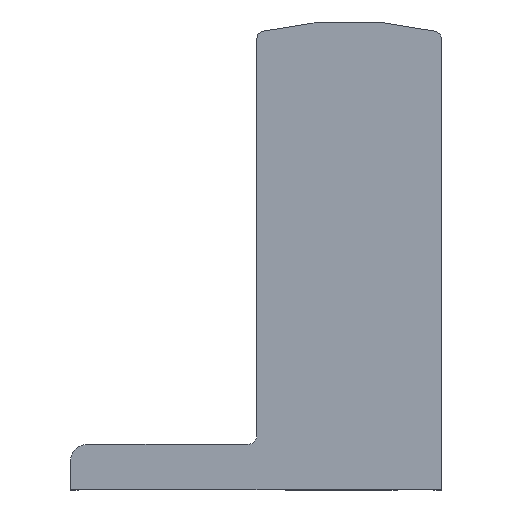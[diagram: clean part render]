
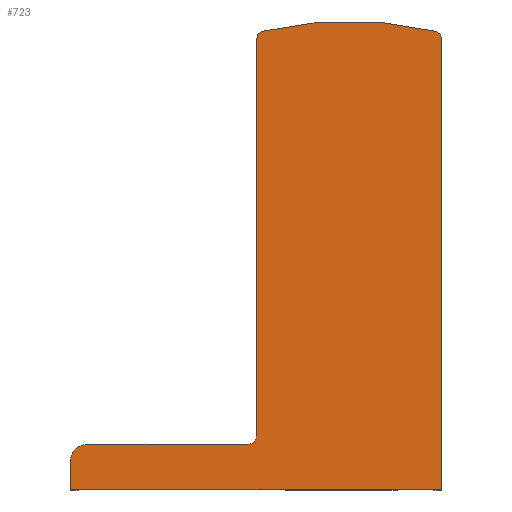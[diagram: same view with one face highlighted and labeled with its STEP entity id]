
A CAD part, top view. The second image highlights one B-rep face of the part: STEP entity #723.
In plain terms, the highlighted planar face has unit normal (0, 0, 1).
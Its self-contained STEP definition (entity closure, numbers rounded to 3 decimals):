
#4 = VERTEX_POINT ( 'NONE', #1127 ) ;
#13 = CARTESIAN_POINT ( 'NONE',  ( -47.977, 123.09, 8. ) ) ;
#19 = EDGE_CURVE ( 'NONE', #763, #817, #138, .T. ) ;
#29 = VERTEX_POINT ( 'NONE', #132 ) ;
#48 = DIRECTION ( 'NONE',  ( 0., 1., 0. ) ) ;
#79 = EDGE_LOOP ( 'NONE', ( #641, #1084, #470, #663, #680, #786, #768, #1005, #212, #1029 ) ) ;
#89 = DIRECTION ( 'NONE',  ( 1., 0., 0. ) ) ;
#109 = CARTESIAN_POINT ( 'NONE',  ( -2., 121.148, 8. ) ) ;
#113 = DIRECTION ( 'NONE',  ( 1., 0., 0. ) ) ;
#132 = CARTESIAN_POINT ( 'NONE',  ( -1.523, 123.09, 8. ) ) ;
#137 = FACE_OUTER_BOUND ( 'NONE', #79, .T. ) ;
#138 = LINE ( 'NONE', #952, #505 ) ;
#163 = CARTESIAN_POINT ( 'NONE',  ( -52., 12.2, 8. ) ) ;
#178 = VECTOR ( 'NONE', #1139, 1000. ) ;
#179 = EDGE_CURVE ( 'NONE', #858, #4, #1158, .T. ) ;
#185 = DIRECTION ( 'NONE',  ( 0., -1., 0. ) ) ;
#212 = ORIENTED_EDGE ( 'NONE', *, *, #1153, .T. ) ;
#215 = AXIS2_PLACEMENT_3D ( 'NONE', #647, #1080, #281 ) ;
#228 = VERTEX_POINT ( 'NONE', #419 ) ;
#270 = CIRCLE ( 'NONE', #1052, 2. ) ;
#281 = DIRECTION ( 'NONE',  ( 1., 0., 0. ) ) ;
#317 = CARTESIAN_POINT ( 'NONE',  ( -49.5, 121.148, 8. ) ) ;
#347 = CARTESIAN_POINT ( 'NONE',  ( -47.5, 121.148, 8. ) ) ;
#361 = VECTOR ( 'NONE', #565, 1000. ) ;
#364 = DIRECTION ( 'NONE',  ( 1., 0., 0. ) ) ;
#409 = CARTESIAN_POINT ( 'NONE',  ( 0., 0., 8. ) ) ;
#410 = DIRECTION ( 'NONE',  ( -1., 0., 0. ) ) ;
#419 = CARTESIAN_POINT ( 'NONE',  ( -99.5, 7.9, 8. ) ) ;
#451 = VECTOR ( 'NONE', #48, 1000. ) ;
#470 = ORIENTED_EDGE ( 'NONE', *, *, #888, .T. ) ;
#473 = CIRCLE ( 'NONE', #215, 97.4 ) ;
#492 = CARTESIAN_POINT ( 'NONE',  ( 0., 0., 8. ) ) ;
#493 = PLANE ( 'NONE',  #886 ) ;
#497 = DIRECTION ( 'NONE',  ( 0., 0., 1. ) ) ;
#505 = VECTOR ( 'NONE', #410, 1000. ) ;
#513 = CARTESIAN_POINT ( 'NONE',  ( -95.2, 7.9, 8. ) ) ;
#514 = CARTESIAN_POINT ( 'NONE',  ( -99.5, 0., 8. ) ) ;
#536 = CARTESIAN_POINT ( 'NONE',  ( -95.2, 12.2, 8. ) ) ;
#558 = CARTESIAN_POINT ( 'NONE',  ( -52., 14.7, 8. ) ) ;
#565 = DIRECTION ( 'NONE',  ( 0., -1., 0. ) ) ;
#576 = CARTESIAN_POINT ( 'NONE',  ( 0., 121.148, 8. ) ) ;
#618 = LINE ( 'NONE', #1046, #178 ) ;
#639 = AXIS2_PLACEMENT_3D ( 'NONE', #558, #740, #1114 ) ;
#641 = ORIENTED_EDGE ( 'NONE', *, *, #760, .T. ) ;
#647 = CARTESIAN_POINT ( 'NONE',  ( -24.75, 28.5, 8. ) ) ;
#656 = CIRCLE ( 'NONE', #731, 4.3 ) ;
#663 = ORIENTED_EDGE ( 'NONE', *, *, #917, .T. ) ;
#673 = VERTEX_POINT ( 'NONE', #409 ) ;
#680 = ORIENTED_EDGE ( 'NONE', *, *, #179, .T. ) ;
#687 = EDGE_CURVE ( 'NONE', #4, #1067, #1134, .T. ) ;
#723 = ADVANCED_FACE ( 'NONE', ( #137 ), #493, .T. ) ;
#731 = AXIS2_PLACEMENT_3D ( 'NONE', #513, #1059, #1132 ) ;
#740 = DIRECTION ( 'NONE',  ( 0., 0., -1. ) ) ;
#760 = EDGE_CURVE ( 'NONE', #802, #673, #618, .T. ) ;
#761 = AXIS2_PLACEMENT_3D ( 'NONE', #347, #870, #364 ) ;
#763 = VERTEX_POINT ( 'NONE', #163 ) ;
#768 = ORIENTED_EDGE ( 'NONE', *, *, #1007, .T. ) ;
#786 = ORIENTED_EDGE ( 'NONE', *, *, #687, .T. ) ;
#791 = CIRCLE ( 'NONE', #639, 2.5 ) ;
#802 = VERTEX_POINT ( 'NONE', #514 ) ;
#817 = VERTEX_POINT ( 'NONE', #536 ) ;
#828 = VECTOR ( 'NONE', #185, 1000. ) ;
#837 = LINE ( 'NONE', #492, #451 ) ;
#852 = CARTESIAN_POINT ( 'NONE',  ( -2., 121.148, 8. ) ) ;
#858 = VERTEX_POINT ( 'NONE', #13 ) ;
#859 = EDGE_CURVE ( 'NONE', #228, #802, #1086, .T. ) ;
#870 = DIRECTION ( 'NONE',  ( 0., 0., 1. ) ) ;
#886 = AXIS2_PLACEMENT_3D ( 'NONE', #852, #497, #89 ) ;
#888 = EDGE_CURVE ( 'NONE', #990, #29, #270, .T. ) ;
#917 = EDGE_CURVE ( 'NONE', #29, #858, #473, .T. ) ;
#952 = CARTESIAN_POINT ( 'NONE',  ( -52., 12.2, 8. ) ) ;
#987 = DIRECTION ( 'NONE',  ( 0., 0., 1. ) ) ;
#990 = VERTEX_POINT ( 'NONE', #576 ) ;
#996 = EDGE_CURVE ( 'NONE', #673, #990, #837, .T. ) ;
#1005 = ORIENTED_EDGE ( 'NONE', *, *, #19, .T. ) ;
#1007 = EDGE_CURVE ( 'NONE', #1067, #763, #791, .T. ) ;
#1026 = CARTESIAN_POINT ( 'NONE',  ( -49.5, 14.7, 8. ) ) ;
#1029 = ORIENTED_EDGE ( 'NONE', *, *, #859, .T. ) ;
#1046 = CARTESIAN_POINT ( 'NONE',  ( -99.5, 0., 8. ) ) ;
#1052 = AXIS2_PLACEMENT_3D ( 'NONE', #109, #987, #113 ) ;
#1059 = DIRECTION ( 'NONE',  ( 0., 0., 1. ) ) ;
#1067 = VERTEX_POINT ( 'NONE', #1026 ) ;
#1070 = CARTESIAN_POINT ( 'NONE',  ( -99.5, 7.9, 8. ) ) ;
#1080 = DIRECTION ( 'NONE',  ( 0., 0., 1. ) ) ;
#1084 = ORIENTED_EDGE ( 'NONE', *, *, #996, .T. ) ;
#1086 = LINE ( 'NONE', #1070, #828 ) ;
#1114 = DIRECTION ( 'NONE',  ( -1., 0., 0. ) ) ;
#1127 = CARTESIAN_POINT ( 'NONE',  ( -49.5, 121.148, 8. ) ) ;
#1132 = DIRECTION ( 'NONE',  ( 1., 0., 0. ) ) ;
#1134 = LINE ( 'NONE', #317, #361 ) ;
#1139 = DIRECTION ( 'NONE',  ( 1., 0., 0. ) ) ;
#1153 = EDGE_CURVE ( 'NONE', #817, #228, #656, .T. ) ;
#1158 = CIRCLE ( 'NONE', #761, 2. ) ;
